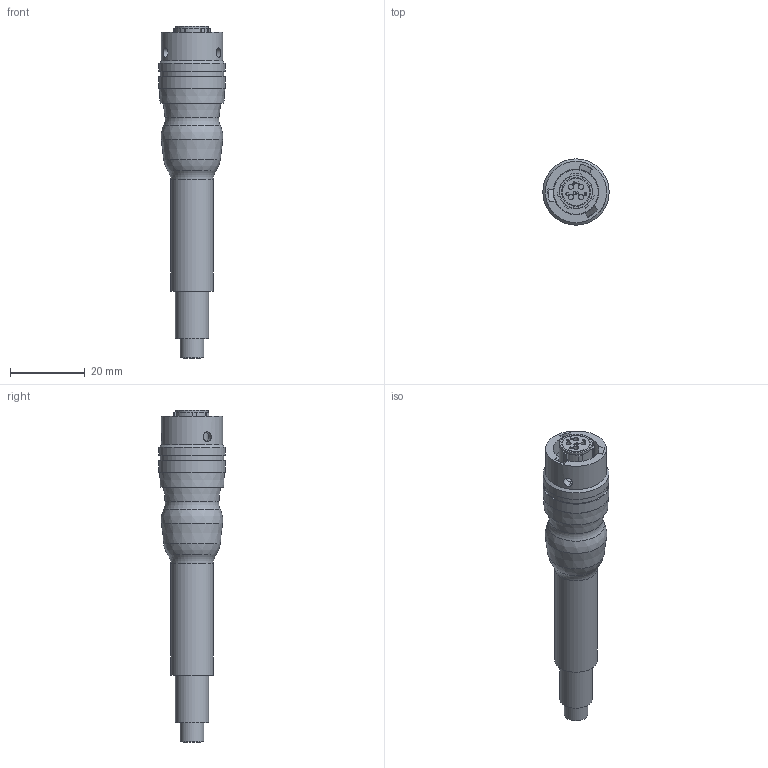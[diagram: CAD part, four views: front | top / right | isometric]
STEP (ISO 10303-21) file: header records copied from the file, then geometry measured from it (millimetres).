
FILE_DESCRIPTION(/* description */ (''),/* implementation_level */ '2;1');
FILE_NAME(/* name */ 'G4H1.stp',/* time_stamp */ '2017-05-03T18:05:34-04:00',/* author */ ('aneininger'),/* organization */ ('CONNECTION TECHNOLOGY CENTER'),/* preprocessor_version */ 'ST-DEVELOPER v16.5',/* originating_system */ 'Autodesk Inventor 2017',/* authorisation */ '');
FILE_SCHEMA (('AUTOMOTIVE_DESIGN { 1 0 10303 214 3 1 1 }'));
Length unit declared in the file: inch
Products named in the file (1): Part39
Bounding box: 17.78 x 17.78 x 89.11 mm (x, y, z)
Volume: 10957.8 mm3; surface area: 6192.9 mm2
Topology: 2 solids, 2 shells, 534 faces, 1054 edges, 609 vertices
Faces by surface type: cylinder 231, plane 226, bspline 69, cone 6, torus 2
Full cylindrical faces by diameter (mm): 0.128 x19, 0.203 x48, 1.397 x4, 1.575 x4, 2.54 x3, 3.937 x1, 4.445 x1, 4.572 x1, 6.35 x1, 7.366 x1, 7.747 x1, 8.738 x2, 8.89 x1, 9.931 x1, 10.668 x1, 10.986 x1, 11.43 x1, 11.951 x1, 12.255 x1, 12.954 x1, 13.779 x1, 15.875 x1, 16.459 x1, 17.107 x1, 17.78 x2
Entity records: 14709 total; most frequent: CARTESIAN_POINT 3462, DIRECTION 2229, ORIENTED_EDGE 2064, EDGE_CURVE 960, AXIS2_PLACEMENT_3D 949, EDGE_LOOP 711, VERTEX_POINT 601, STYLED_ITEM 535
